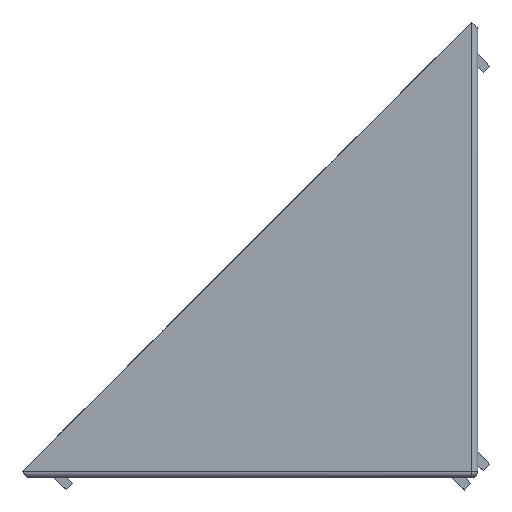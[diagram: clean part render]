
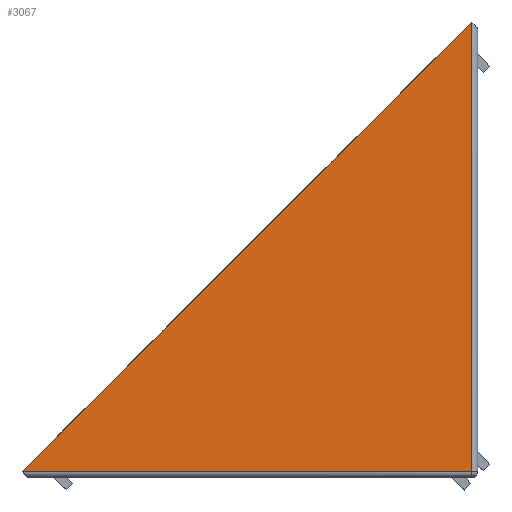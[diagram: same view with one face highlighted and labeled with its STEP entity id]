
A CAD part, top view. The second image highlights one B-rep face of the part: STEP entity #3067.
In plain terms, the highlighted planar face has unit normal (0, 0, 1).
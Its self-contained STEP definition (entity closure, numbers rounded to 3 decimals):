
#40 = VERTEX_POINT ( 'NONE', #6837 ) ;
#440 = CARTESIAN_POINT ( 'NONE',  ( 0., -74.953, 38. ) ) ;
#562 = CARTESIAN_POINT ( 'NONE',  ( -76., -73.907, 38. ) ) ;
#721 = CARTESIAN_POINT ( 'NONE',  ( -1., 1., 38. ) ) ;
#771 = VECTOR ( 'NONE', #2915, 1000. ) ;
#847 = DIRECTION ( 'NONE',  ( 1., 0., 0. ) ) ;
#880 = CARTESIAN_POINT ( 'NONE',  ( -1.047, 1.047, 38. ) ) ;
#1129 = VECTOR ( 'NONE', #6361, 1000. ) ;
#1158 = CARTESIAN_POINT ( 'NONE',  ( -1., -74.953, 38. ) ) ;
#1366 = ORIENTED_EDGE ( 'NONE', *, *, #9788, .T. ) ;
#1471 = LINE ( 'NONE', #9360, #3565 ) ;
#2102 = CARTESIAN_POINT ( 'NONE',  ( -75.953, -73.953, 38. ) ) ;
#2289 = DIRECTION ( 'NONE',  ( 0.707, -0.707, 0. ) ) ;
#2790 = PLANE ( 'NONE',  #4424 ) ;
#2915 = DIRECTION ( 'NONE',  ( -0.707, 0.707, 0. ) ) ;
#2959 = ORIENTED_EDGE ( 'NONE', *, *, #10000, .T. ) ;
#3067 = ADVANCED_FACE ( 'NONE', ( #9626 ), #2790, .F. ) ;
#3196 = LINE ( 'NONE', #880, #1129 ) ;
#3274 = VERTEX_POINT ( 'NONE', #721 ) ;
#3565 = VECTOR ( 'NONE', #2289, 1000. ) ;
#3574 = DIRECTION ( 'NONE',  ( 0., 0., -1. ) ) ;
#3729 = ORIENTED_EDGE ( 'NONE', *, *, #5036, .T. ) ;
#3794 = LINE ( 'NONE', #1158, #6359 ) ;
#4424 = AXIS2_PLACEMENT_3D ( 'NONE', #440, #3574, #9058 ) ;
#4488 = LINE ( 'NONE', #4752, #6317 ) ;
#4752 = CARTESIAN_POINT ( 'NONE',  ( 0., -73.953, 38. ) ) ;
#5036 = EDGE_CURVE ( 'NONE', #7893, #40, #4488, .T. ) ;
#6317 = VECTOR ( 'NONE', #847, 1000. ) ;
#6359 = VECTOR ( 'NONE', #9728, 1000. ) ;
#6361 = DIRECTION ( 'NONE',  ( -0.707, -0.707, 0. ) ) ;
#6405 = EDGE_CURVE ( 'NONE', #9784, #7893, #1471, .T. ) ;
#6819 = CARTESIAN_POINT ( 'NONE',  ( 0., 0., 38. ) ) ;
#6837 = CARTESIAN_POINT ( 'NONE',  ( -1., -73.953, 38. ) ) ;
#7276 = LINE ( 'NONE', #6819, #771 ) ;
#7288 = EDGE_CURVE ( 'NONE', #40, #3274, #3794, .T. ) ;
#7854 = CARTESIAN_POINT ( 'NONE',  ( -1.047, 1.047, 38. ) ) ;
#7893 = VERTEX_POINT ( 'NONE', #2102 ) ;
#8140 = ORIENTED_EDGE ( 'NONE', *, *, #7288, .T. ) ;
#8152 = ORIENTED_EDGE ( 'NONE', *, *, #6405, .T. ) ;
#8969 = VERTEX_POINT ( 'NONE', #7854 ) ;
#9058 = DIRECTION ( 'NONE',  ( -1., 0., 0. ) ) ;
#9102 = EDGE_LOOP ( 'NONE', ( #3729, #8140, #1366, #2959, #8152 ) ) ;
#9360 = CARTESIAN_POINT ( 'NONE',  ( -74.953, -74.953, 38. ) ) ;
#9626 = FACE_OUTER_BOUND ( 'NONE', #9102, .T. ) ;
#9728 = DIRECTION ( 'NONE',  ( 0., 1., 0. ) ) ;
#9784 = VERTEX_POINT ( 'NONE', #562 ) ;
#9788 = EDGE_CURVE ( 'NONE', #3274, #8969, #7276, .T. ) ;
#10000 = EDGE_CURVE ( 'NONE', #8969, #9784, #3196, .T. ) ;
